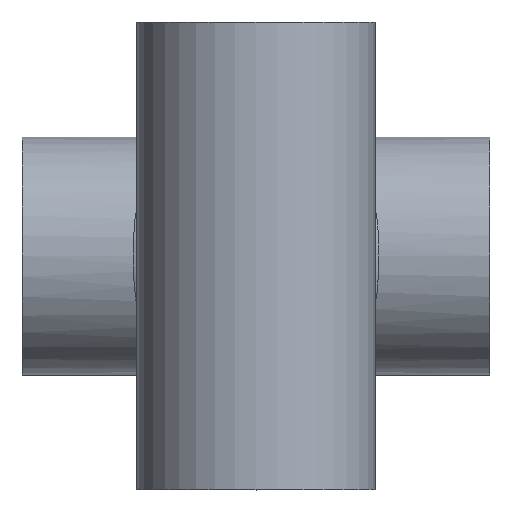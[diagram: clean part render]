
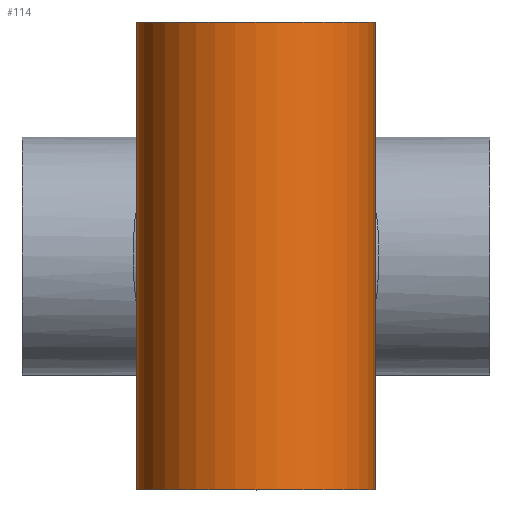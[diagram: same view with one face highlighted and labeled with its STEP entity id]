
A CAD part, top view. The second image highlights one B-rep face of the part: STEP entity #114.
In plain terms, the highlighted cylindrical face has radius 28 mm (diameter 56 mm), a full revolution.
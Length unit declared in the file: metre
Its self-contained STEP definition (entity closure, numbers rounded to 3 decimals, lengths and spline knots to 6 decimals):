
#21=CIRCLE('',#141,0.028);
#22=CIRCLE('',#142,0.028);
#32=ORIENTED_EDGE('',*,*,#50,.T.);
#33=ORIENTED_EDGE('',*,*,#51,.F.);
#34=ORIENTED_EDGE('',*,*,#52,.T.);
#50=EDGE_CURVE('',#60,#60,#66,.T.);
#51=EDGE_CURVE('',#61,#61,#21,.T.);
#52=EDGE_CURVE('',#62,#62,#22,.T.);
#60=VERTEX_POINT('',#308);
#61=VERTEX_POINT('',#310);
#62=VERTEX_POINT('',#312);
#66=B_SPLINE_CURVE_WITH_KNOTS('',3,(#254,#255,#256,#257,#258,#259,#260,
#261,#262,#263,#264,#265,#266,#267,#268,#269,#270,#271,#272,#273,#274,#275,
#276,#277,#278,#279,#280,#281,#282,#283,#284,#285,#286,#287,#288,#289,#290,
#291,#292,#293,#294,#295,#296,#297,#298,#299,#300,#301,#302,#303,#304,#305,
#306,#307),.UNSPECIFIED.,.T.,.F.,(1,1,1,1,1,1,1,1,1,1,1,1,1,1,1,1,1,1,1,
1,1,1,1,1,1,1,1,1,1,1,1,1,1,1,1,1,1,1,1,1,1,1,1,1,1,1,1,1,1,1,1,1,1,1,1,
1,1,1),(-0.016625,-0.0133,-0.00665,0.,
0.00665,0.0133,0.01995,0.023275,
0.0266,0.029925,0.03325,0.036575,
0.0399,0.043225,0.04655,0.049875,
0.053199,0.056524,0.059849,0.066499,
0.069824,0.073149,0.076474,0.079799,
0.086449,0.089774,0.093099,0.099749,
0.103074,0.106399,0.113049,0.116374,
0.119699,0.126349,0.129674,0.132999,
0.136324,0.139649,0.146299,0.149624,
0.152949,0.159598,0.162923,0.166248,
0.172898,0.176223,0.179548,0.182873,
0.186198,0.189523,0.192848,0.196173,
0.199498,0.206148,0.212798,0.219448,
0.226098,0.232748),.UNSPECIFIED.);
#74=EDGE_LOOP('',(#32));
#75=EDGE_LOOP('',(#33));
#76=EDGE_LOOP('',(#34));
#94=FACE_BOUND('',#74,.T.);
#95=FACE_BOUND('',#75,.T.);
#96=FACE_BOUND('',#76,.T.);
#108=CYLINDRICAL_SURFACE('',#140,0.028);
#114=ADVANCED_FACE('',(#94,#95,#96),#108,.T.);
#140=AXIS2_PLACEMENT_3D('',#253,#165,#166);
#141=AXIS2_PLACEMENT_3D('',#309,#167,#168);
#142=AXIS2_PLACEMENT_3D('',#311,#169,#170);
#165=DIRECTION('',(0.,1.,0.));
#166=DIRECTION('',(0.,0.,1.));
#167=DIRECTION('',(0.,-1.,0.));
#168=DIRECTION('',(0.,0.,-1.));
#169=DIRECTION('',(0.,-1.,0.));
#170=DIRECTION('',(0.,0.,-1.));
#253=CARTESIAN_POINT('',(0.055,-0.055,0.038));
#254=CARTESIAN_POINT('',(0.081863,-0.006646,0.030068));
#255=CARTESIAN_POINT('',(0.082048,-0.000004,0.030766));
#256=CARTESIAN_POINT('',(0.081864,0.00666,0.030069));
#257=CARTESIAN_POINT('',(0.081221,0.012935,0.028049));
#258=CARTESIAN_POINT('',(0.080042,0.017658,0.025328));
#259=CARTESIAN_POINT('',(0.07849,0.020892,0.022698));
#260=CARTESIAN_POINT('',(0.077013,0.022962,0.020625));
#261=CARTESIAN_POINT('',(0.075134,0.024719,0.018468));
#262=CARTESIAN_POINT('',(0.072948,0.026077,0.016437));
#263=CARTESIAN_POINT('',(0.070436,0.027116,0.014566));
#264=CARTESIAN_POINT('',(0.06762,0.02787,0.012935));
#265=CARTESIAN_POINT('',(0.064655,0.028375,0.01165));
#266=CARTESIAN_POINT('',(0.061486,0.028702,0.010694));
#267=CARTESIAN_POINT('',(0.058225,0.028878,0.010122));
#268=CARTESIAN_POINT('',(0.05495,0.028933,0.009935));
#269=CARTESIAN_POINT('',(0.051614,0.028873,0.01014));
#270=CARTESIAN_POINT('',(0.0473,0.02863,0.010923));
#271=CARTESIAN_POINT('',(0.043138,0.028087,0.012476));
#272=CARTESIAN_POINT('',(0.039449,0.027077,0.014643));
#273=CARTESIAN_POINT('',(0.036913,0.026008,0.016552));
#274=CARTESIAN_POINT('',(0.034748,0.024628,0.018591));
#275=CARTESIAN_POINT('',(0.032276,0.022261,0.021463));
#276=CARTESIAN_POINT('',(0.030587,0.019259,0.02417));
#277=CARTESIAN_POINT('',(0.029452,0.015631,0.026497));
#278=CARTESIAN_POINT('',(0.02866,0.011795,0.028421));
#279=CARTESIAN_POINT('',(0.028232,0.007555,0.029767));
#280=CARTESIAN_POINT('',(0.028043,0.003233,0.030427));
#281=CARTESIAN_POINT('',(0.027984,-0.001188,0.030644));
#282=CARTESIAN_POINT('',(0.028106,-0.005583,0.030181));
#283=CARTESIAN_POINT('',(0.028466,-0.00986,0.029038));
#284=CARTESIAN_POINT('',(0.029023,-0.013926,0.027483));
#285=CARTESIAN_POINT('',(0.029976,-0.0177,0.025297));
#286=CARTESIAN_POINT('',(0.031514,-0.020902,0.02269));
#287=CARTESIAN_POINT('',(0.033021,-0.022998,0.020583));
#288=CARTESIAN_POINT('',(0.034851,-0.024706,0.018484));
#289=CARTESIAN_POINT('',(0.037827,-0.026557,0.015718));
#290=CARTESIAN_POINT('',(0.041342,-0.027691,0.013387));
#291=CARTESIAN_POINT('',(0.045379,-0.02838,0.011637));
#292=CARTESIAN_POINT('',(0.049534,-0.028806,0.010387));
#293=CARTESIAN_POINT('',(0.053974,-0.028951,0.009868));
#294=CARTESIAN_POINT('',(0.058336,-0.028875,0.010135));
#295=CARTESIAN_POINT('',(0.062702,-0.02863,0.010921));
#296=CARTESIAN_POINT('',(0.066808,-0.028098,0.01245));
#297=CARTESIAN_POINT('',(0.070535,-0.027081,0.014632));
#298=CARTESIAN_POINT('',(0.07303,-0.026038,0.016504));
#299=CARTESIAN_POINT('',(0.075243,-0.024634,0.018582));
#300=CARTESIAN_POINT('',(0.077056,-0.02291,0.020681));
#301=CARTESIAN_POINT('',(0.07855,-0.020791,0.02279));
#302=CARTESIAN_POINT('',(0.079681,-0.018388,0.024724));
#303=CARTESIAN_POINT('',(0.080523,-0.015731,0.026441));
#304=CARTESIAN_POINT('',(0.081337,-0.011829,0.028409));
#305=CARTESIAN_POINT('',(0.081863,-0.006646,0.030068));
#306=CARTESIAN_POINT('',(0.082048,-0.000004,0.030766));
#307=CARTESIAN_POINT('',(0.081864,0.00666,0.030069));
#308=CARTESIAN_POINT('',(0.081986,0.,0.030533));
#309=CARTESIAN_POINT('',(0.055,-0.055,0.038));
#310=CARTESIAN_POINT('',(0.055,-0.055,0.01));
#311=CARTESIAN_POINT('',(0.055,0.055,0.038));
#312=CARTESIAN_POINT('',(0.055,0.055,0.01));
